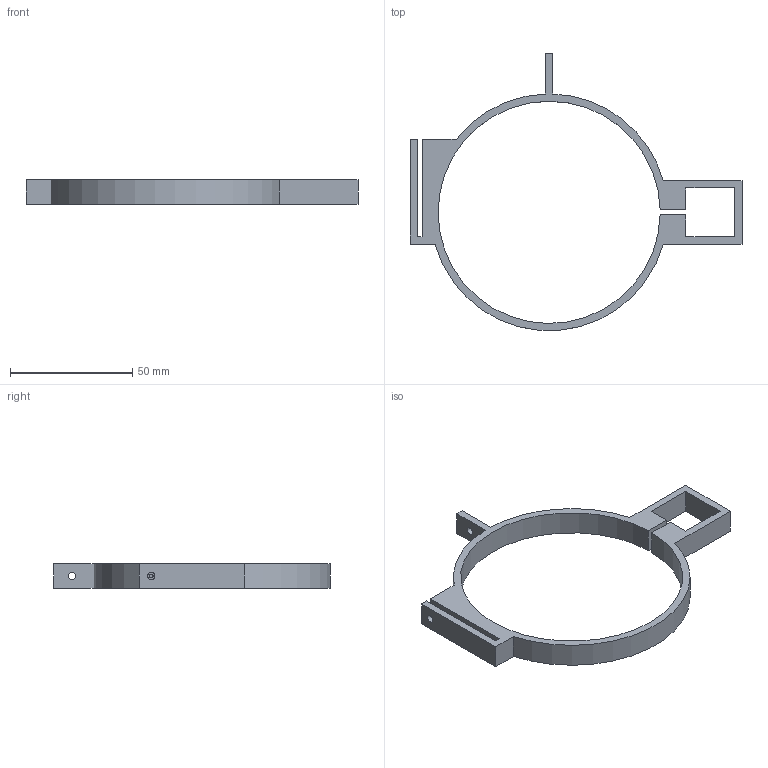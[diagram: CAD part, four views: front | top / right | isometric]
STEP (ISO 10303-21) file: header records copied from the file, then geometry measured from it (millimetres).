
FILE_DESCRIPTION(('FreeCAD Model'),'2;1');
FILE_NAME('Open CASCADE Shape Model','2023-06-23T10:54:16',(''),(''), 'Open CASCADE STEP processor 7.6','FreeCAD','Unknown');
FILE_SCHEMA(('AUTOMOTIVE_DESIGN { 1 0 10303 214 1 1 1 1 }'));
Length unit declared in the file: millimetre
Products named in the file (1): Top
Bounding box: 136 x 113.32 x 10 mm (x, y, z)
Volume: 16980.7 mm3; surface area: 12581.1 mm2
Topology: 1 solids, 1 shells, 33 faces, 87 edges, 58 vertices
Faces by surface type: plane 24, cylinder 9
Full cylindrical faces by diameter (mm): 1.5 x2, 3 x3
Entity records: 1057 total; most frequent: CARTESIAN_POINT 179, ORIENTED_EDGE 174, DIRECTION 173, EDGE_CURVE 87, LINE 69, VECTOR 69, VERTEX_POINT 58, AXIS2_PLACEMENT_3D 52
